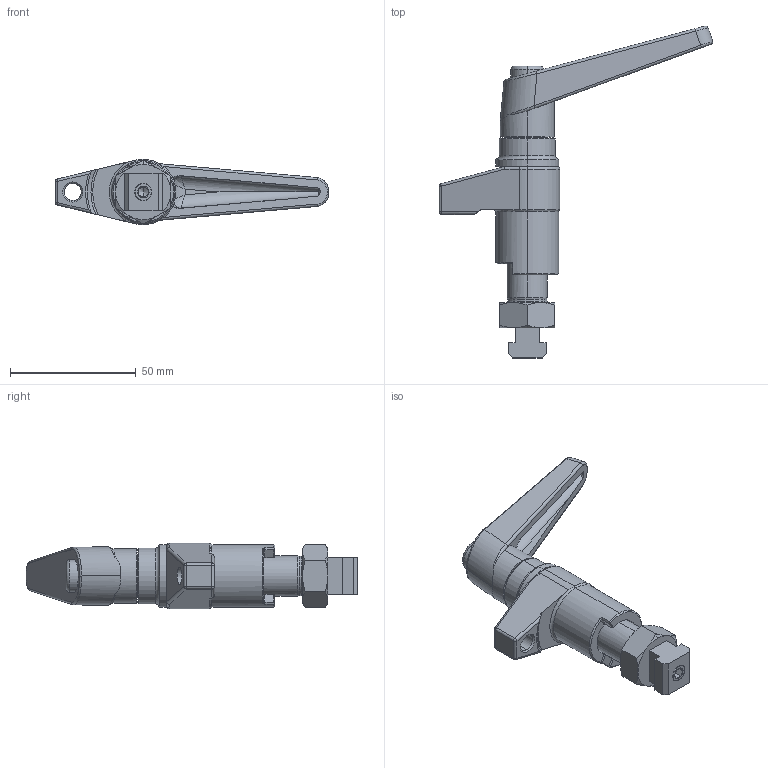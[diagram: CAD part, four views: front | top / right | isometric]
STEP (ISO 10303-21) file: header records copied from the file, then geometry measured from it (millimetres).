
FILE_DESCRIPTION (( 'STEP AP214' ), '1' );
FILE_NAME ('23310.0028_45mm.STEP', '2023-06-13T12:19:55', ( '' ), ( '' ), 'SwSTEP 2.0', 'SolidWorks 2021', '' );
FILE_SCHEMA (( 'AUTOMOTIVE_DESIGN' ));
Length unit declared in the file: millimetre
Products named in the file (1): 23310.0028_45mm
Bounding box: 108.72 x 131.89 x 26 mm (x, y, z)
Volume: 57899.4 mm3; surface area: 15574.3 mm2
Topology: 1 solids, 1 shells, 269 faces, 647 edges, 370 vertices
Faces by surface type: cylinder 79, plane 75, cone 48, torus 32, bspline 31, sphere 4
Entity records: 11773 total; most frequent: CARTESIAN_POINT 3099, ORIENTED_EDGE 1256, DIRECTION 1199, EDGE_CURVE 628, AXIS2_PLACEMENT_3D 492, VERTEX_POINT 370, EDGE_LOOP 280, ADVANCED_FACE 269
